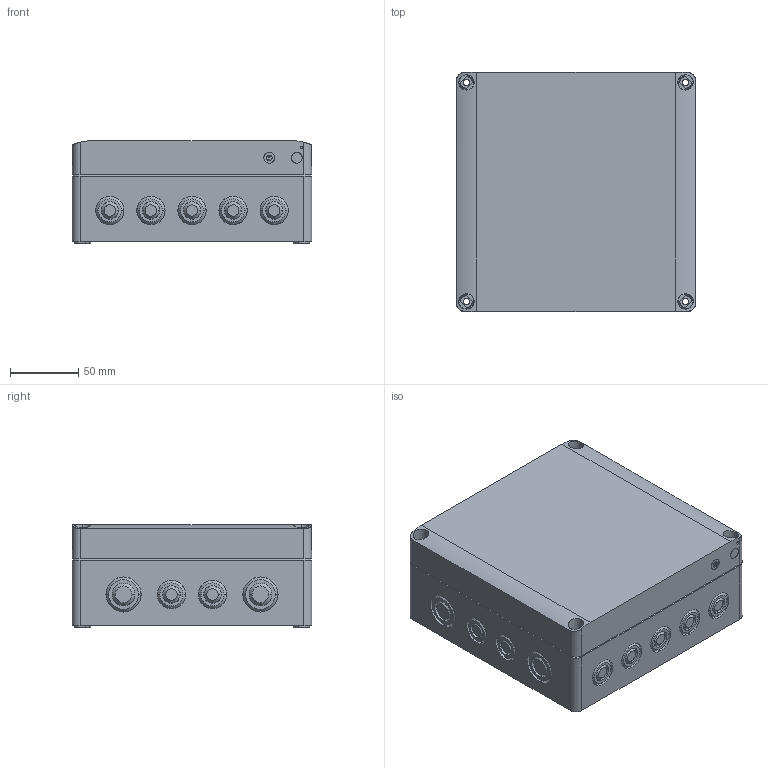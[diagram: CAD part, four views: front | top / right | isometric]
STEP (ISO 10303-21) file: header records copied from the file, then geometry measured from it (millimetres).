
FILE_DESCRIPTION((''),'2;1');
FILE_NAME('SPCM181808T_ASM','2008-12-08T',('pasi_koskela'),(''),'PRO/ENGINEER BY PARAMETRIC TECHNOLOGY CORPORATION, 2008250','PRO/ENGINEER BY PARAMETRIC TECHNOLOGY CORPORATION, 2008250','');
FILE_SCHEMA(('AUTOMOTIVE_DESIGN_CC2 { 1 2 10303 214 -1 1 5 2 }'));
Length unit declared in the file: millimetre
Products named in the file (3): SPCM181805B; SPCT181803L; SPCM181808T_ASM
Assembly tree (2 placements, depth 2):
  SPCM181808T_ASM
    SPCM181805B
    SPCT181803L
Bounding box: 175 x 175 x 75 mm (x, y, z)
Volume: 366212.6 mm3; surface area: 245758.9 mm2
Topology: 2 solids, 2 shells, 1238 faces, 3173 edges, 2048 vertices
Faces by surface type: plane 708, cone 250, cylinder 212, bspline 48, torus 20
Entity records: 55651 total; most frequent: CARTESIAN_POINT 17873, ORIENTED_EDGE 6340, DIRECTION 5800, EDGE_CURVE 3170, PRESENTATION_STYLE_ASSIGNMENT 2634, STYLED_ITEM 2634, CURVE_STYLE 2633, VERTEX_POINT 2046
